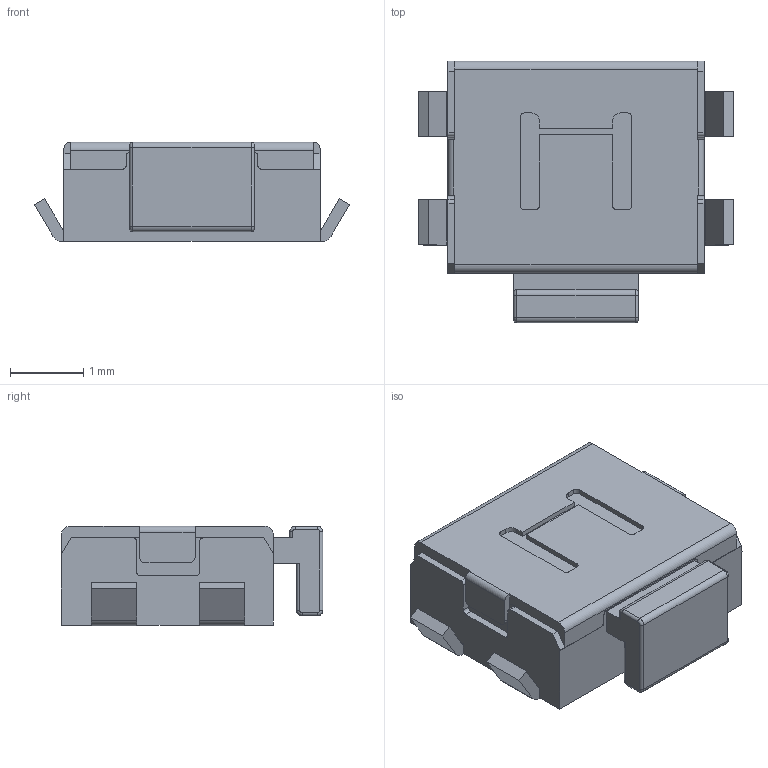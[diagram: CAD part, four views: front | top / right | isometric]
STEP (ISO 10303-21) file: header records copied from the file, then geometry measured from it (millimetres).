
FILE_DESCRIPTION(/* description */ ('Unknown'),/* implementation_level */ '2;1');
FILE_NAME(/* name */ 'EVQP7B01K',/* time_stamp */ '2023-08-21T13:32:40+02:00',/* author */ ('Unknown'),/* organization */ ('Unknown'),/* preprocessor_version */ 'ST-DEVELOPER v18.102',/* originating_system */ 'Solid Edge',/* authorisation */ 'Unknown');
FILE_SCHEMA (('AUTOMOTIVE_DESIGN {1 0 10303 214 3 1 1}'));
Length unit declared in the file: millimetre
Products named in the file (1): EVQP7B01K
Bounding box: 4.31 x 3.58 x 1.36 mm (x, y, z)
Volume: 14.7 mm3; surface area: 49.3 mm2
Topology: 2 solids, 2 shells, 166 faces, 459 edges, 298 vertices
Faces by surface type: plane 112, cylinder 46, torus 8
Entity records: 6219 total; most frequent: CARTESIAN_POINT 924, ORIENTED_EDGE 918, DIRECTION 893, EDGE_CURVE 459, LINE 359, VECTOR 359, VERTEX_POINT 298, AXIS2_PLACEMENT_3D 267
